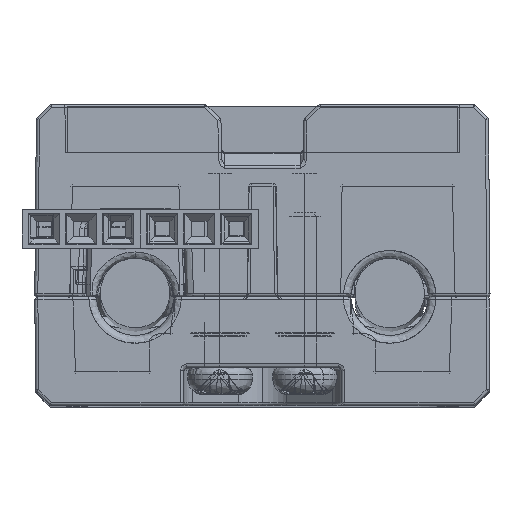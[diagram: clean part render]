
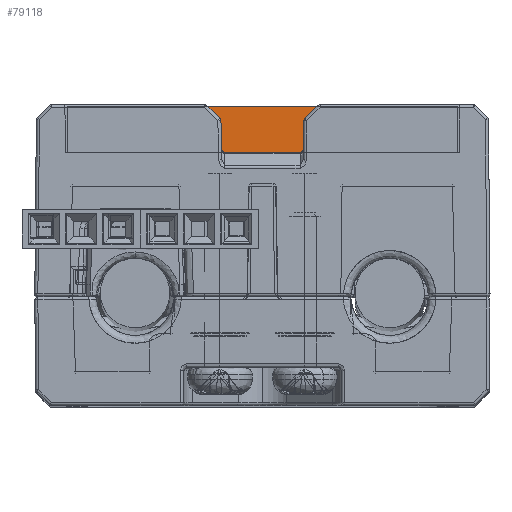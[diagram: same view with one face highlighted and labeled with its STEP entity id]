
A CAD part, top view. The second image highlights one B-rep face of the part: STEP entity #79118.
In plain terms, the highlighted planar face has unit normal (0, 0, 1).
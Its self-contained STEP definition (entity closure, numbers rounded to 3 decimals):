
#3115 = ORIENTED_EDGE ( 'NONE', *, *, #118593, .T. ) ;
#6539 = VERTEX_POINT ( 'NONE', #64458 ) ;
#9541 = CARTESIAN_POINT ( 'NONE',  ( -12.65, 0., 29.65 ) ) ;
#9890 = EDGE_CURVE ( 'NONE', #6539, #34688, #81441, .T. ) ;
#15425 = ORIENTED_EDGE ( 'NONE', *, *, #9890, .T. ) ;
#21550 = DIRECTION ( 'NONE',  ( 0., -1., 0. ) ) ;
#23262 = DIRECTION ( 'NONE',  ( 1., 0., 0. ) ) ;
#23497 = DIRECTION ( 'NONE',  ( 1., 0., 0. ) ) ;
#27761 = ORIENTED_EDGE ( 'NONE', *, *, #58051, .F. ) ;
#34688 = VERTEX_POINT ( 'NONE', #9541 ) ;
#35803 = VERTEX_POINT ( 'NONE', #79058 ) ;
#44067 = CARTESIAN_POINT ( 'NONE',  ( 12.65, 0., 29.65 ) ) ;
#47075 = VECTOR ( 'NONE', #23262, 1000. ) ;
#48352 = EDGE_LOOP ( 'NONE', ( #77729, #15425, #3115, #27761 ) ) ;
#51919 = CARTESIAN_POINT ( 'NONE',  ( -12.65, 0., 29.65 ) ) ;
#58051 = EDGE_CURVE ( 'NONE', #35803, #112506, #99895, .T. ) ;
#58261 = VECTOR ( 'NONE', #23497, 1000. ) ;
#58367 = PLANE ( 'NONE',  #63518 ) ;
#58776 = DIRECTION ( 'NONE',  ( 0., 0., -1. ) ) ;
#63518 = AXIS2_PLACEMENT_3D ( 'NONE', #116458, #58776, #78134 ) ;
#64458 = CARTESIAN_POINT ( 'NONE',  ( -12.65, 3., 29.65 ) ) ;
#68738 = CARTESIAN_POINT ( 'NONE',  ( -12.65, 0., 29.65 ) ) ;
#71244 = LINE ( 'NONE', #51919, #47075 ) ;
#77729 = ORIENTED_EDGE ( 'NONE', *, *, #86195, .F. ) ;
#78134 = DIRECTION ( 'NONE',  ( 1., 0., 0. ) ) ;
#79058 = CARTESIAN_POINT ( 'NONE',  ( 12.65, 3., 29.65 ) ) ;
#79118 = ADVANCED_FACE ( 'NONE', ( #106779 ), #58367, .F. ) ;
#81170 = CARTESIAN_POINT ( 'NONE',  ( 0., 3., 29.65 ) ) ;
#81441 = LINE ( 'NONE', #68738, #120635 ) ;
#83823 = LINE ( 'NONE', #81170, #58261 ) ;
#86195 = EDGE_CURVE ( 'NONE', #6539, #35803, #83823, .T. ) ;
#99895 = LINE ( 'NONE', #44067, #117943 ) ;
#106779 = FACE_OUTER_BOUND ( 'NONE', #48352, .T. ) ;
#112506 = VERTEX_POINT ( 'NONE', #121772 ) ;
#116458 = CARTESIAN_POINT ( 'NONE',  ( -12.65, 0., 29.65 ) ) ;
#117943 = VECTOR ( 'NONE', #121610, 1000. ) ;
#118593 = EDGE_CURVE ( 'NONE', #34688, #112506, #71244, .T. ) ;
#120635 = VECTOR ( 'NONE', #21550, 1000. ) ;
#121610 = DIRECTION ( 'NONE',  ( 0., -1., 0. ) ) ;
#121772 = CARTESIAN_POINT ( 'NONE',  ( 12.65, 0., 29.65 ) ) ;
